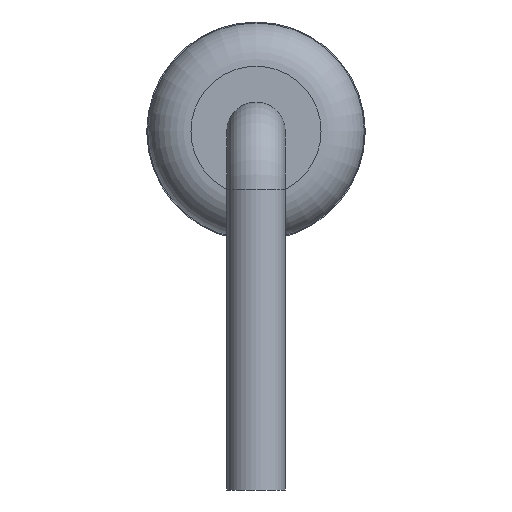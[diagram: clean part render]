
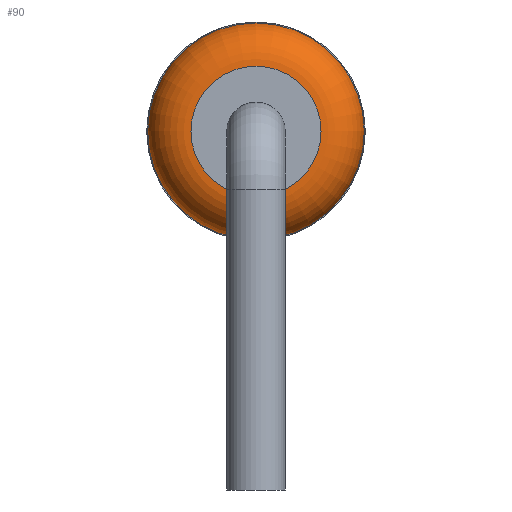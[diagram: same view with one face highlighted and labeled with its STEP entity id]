
A CAD part, left-side view. The second image highlights one B-rep face of the part: STEP entity #90.
In plain terms, the highlighted toroidal (fillet/blend) face has major radius 0.78 mm and minor radius 0.52 mm.
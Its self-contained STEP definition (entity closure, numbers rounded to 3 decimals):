
#57 = EDGE_CURVE('',#58,#58,#60,.T.);
#58 = VERTEX_POINT('',#59);
#59 = CARTESIAN_POINT('',(3.96,0.,3.098));
#60 = CIRCLE('',#61,1.298);
#61 = AXIS2_PLACEMENT_3D('',#62,#63,#64);
#62 = CARTESIAN_POINT('',(3.96,0.,1.8));
#63 = DIRECTION('',(-1.,0.,0.));
#64 = DIRECTION('',(0.,0.,1.));
#90 = ADVANCED_FACE('',(#91),#111,.T.);
#91 = FACE_BOUND('',#92,.F.);
#92 = EDGE_LOOP('',(#93,#94,#103,#110));
#93 = ORIENTED_EDGE('',*,*,#57,.F.);
#94 = ORIENTED_EDGE('',*,*,#95,.T.);
#95 = EDGE_CURVE('',#58,#96,#98,.T.);
#96 = VERTEX_POINT('',#97);
#97 = CARTESIAN_POINT('',(3.48,0.,2.58));
#98 = CIRCLE('',#99,0.52);
#99 = AXIS2_PLACEMENT_3D('',#100,#101,#102);
#100 = CARTESIAN_POINT('',(4.,0.,2.58));
#101 = DIRECTION('',(0.,-1.,0.));
#102 = DIRECTION('',(0.,0.,1.));
#103 = ORIENTED_EDGE('',*,*,#104,.F.);
#104 = EDGE_CURVE('',#96,#96,#105,.T.);
#105 = CIRCLE('',#106,0.78);
#106 = AXIS2_PLACEMENT_3D('',#107,#108,#109);
#107 = CARTESIAN_POINT('',(3.48,0.,1.8));
#108 = DIRECTION('',(1.,0.,0.));
#109 = DIRECTION('',(0.,0.,1.));
#110 = ORIENTED_EDGE('',*,*,#95,.F.);
#111 = TOROIDAL_SURFACE('',#112,0.78,0.52);
#112 = AXIS2_PLACEMENT_3D('',#113,#114,#115);
#113 = CARTESIAN_POINT('',(4.,0.,1.8));
#114 = DIRECTION('',(-1.,0.,0.));
#115 = DIRECTION('',(0.,0.,1.));
